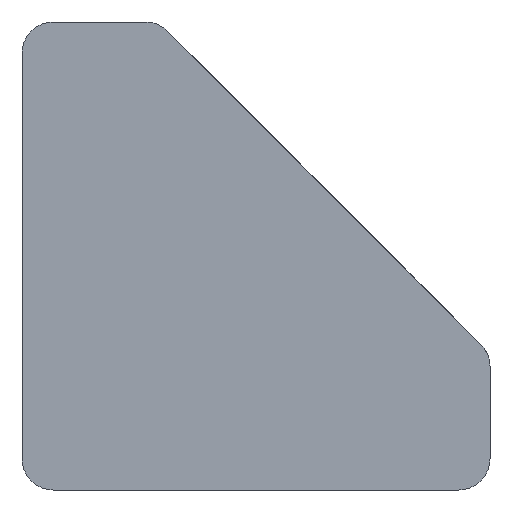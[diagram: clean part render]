
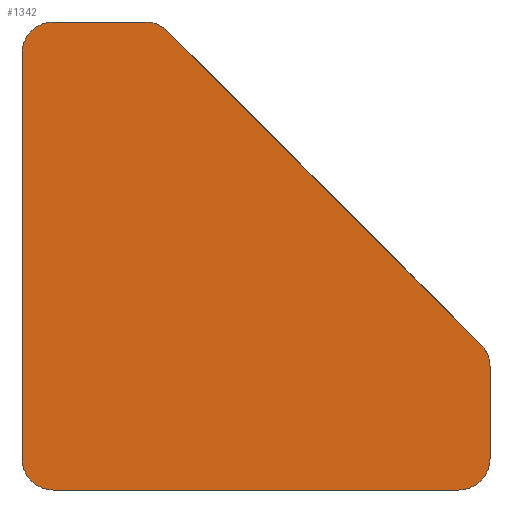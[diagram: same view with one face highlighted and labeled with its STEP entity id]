
A CAD part, front view. The second image highlights one B-rep face of the part: STEP entity #1342.
In plain terms, the highlighted planar face has unit normal (0, -1, 0).
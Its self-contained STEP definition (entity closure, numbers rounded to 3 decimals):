
#5 = EDGE_LOOP ( 'NONE', ( #1036, #1291, #528, #33, #343, #593, #168, #712, #709, #1303 ) ) ;
#10 = EDGE_CURVE ( 'NONE', #27, #779, #521, .T. ) ;
#15 = CARTESIAN_POINT ( 'NONE',  ( -5.664, -20., 29.414 ) ) ;
#27 = VERTEX_POINT ( 'NONE', #1609 ) ;
#32 = EDGE_CURVE ( 'NONE', #193, #1258, #45, .T. ) ;
#33 = ORIENTED_EDGE ( 'NONE', *, *, #612, .T. ) ;
#36 = DIRECTION ( 'NONE',  ( 0., 0., 1. ) ) ;
#43 = DIRECTION ( 'NONE',  ( 0., -1., 0. ) ) ;
#45 = LINE ( 'NONE', #1472, #1665 ) ;
#80 = CARTESIAN_POINT ( 'NONE',  ( -7.078, -20., 30. ) ) ;
#91 = DIRECTION ( 'NONE',  ( 0., 0., -1. ) ) ;
#120 = EDGE_CURVE ( 'NONE', #642, #1175, #706, .T. ) ;
#131 = CARTESIAN_POINT ( 'NONE',  ( 13., -20., 0. ) ) ;
#155 = DIRECTION ( 'NONE',  ( 0., 0., -1. ) ) ;
#168 = ORIENTED_EDGE ( 'NONE', *, *, #32, .T. ) ;
#193 = VERTEX_POINT ( 'NONE', #705 ) ;
#231 = DIRECTION ( 'NONE',  ( 0., -1., 0. ) ) ;
#245 = CARTESIAN_POINT ( 'NONE',  ( -13., -20., 0. ) ) ;
#343 = ORIENTED_EDGE ( 'NONE', *, *, #120, .T. ) ;
#350 = CARTESIAN_POINT ( 'NONE',  ( -13., -20., 28. ) ) ;
#356 = LINE ( 'NONE', #1150, #1025 ) ;
#472 = VECTOR ( 'NONE', #1823, 1000. ) ;
#521 = LINE ( 'NONE', #914, #1083 ) ;
#528 = ORIENTED_EDGE ( 'NONE', *, *, #10, .T. ) ;
#543 = CARTESIAN_POINT ( 'NONE',  ( 15., -20., 7.922 ) ) ;
#546 = CARTESIAN_POINT ( 'NONE',  ( -13., -20., 30. ) ) ;
#593 = ORIENTED_EDGE ( 'NONE', *, *, #1656, .T. ) ;
#612 = EDGE_CURVE ( 'NONE', #779, #642, #788, .T. ) ;
#637 = DIRECTION ( 'NONE',  ( 0., 1., 0. ) ) ;
#642 = VERTEX_POINT ( 'NONE', #245 ) ;
#693 = AXIS2_PLACEMENT_3D ( 'NONE', #1066, #637, #1640 ) ;
#705 = CARTESIAN_POINT ( 'NONE',  ( 15., -20., 2. ) ) ;
#706 = LINE ( 'NONE', #1526, #1614 ) ;
#709 = ORIENTED_EDGE ( 'NONE', *, *, #817, .T. ) ;
#712 = ORIENTED_EDGE ( 'NONE', *, *, #1497, .F. ) ;
#728 = VERTEX_POINT ( 'NONE', #546 ) ;
#779 = VERTEX_POINT ( 'NONE', #1128 ) ;
#788 = CIRCLE ( 'NONE', #1309, 2. ) ;
#817 = EDGE_CURVE ( 'NONE', #883, #853, #356, .T. ) ;
#853 = VERTEX_POINT ( 'NONE', #15 ) ;
#865 = CARTESIAN_POINT ( 'NONE',  ( -7.078, -20., 28. ) ) ;
#883 = VERTEX_POINT ( 'NONE', #1482 ) ;
#914 = CARTESIAN_POINT ( 'NONE',  ( -15., -20., 12.444 ) ) ;
#972 = EDGE_CURVE ( 'NONE', #728, #27, #1121, .T. ) ;
#997 = CARTESIAN_POINT ( 'NONE',  ( -2.556, -20., 12.444 ) ) ;
#1006 = CARTESIAN_POINT ( 'NONE',  ( 13., -20., 2. ) ) ;
#1018 = DIRECTION ( 'NONE',  ( -0.707, 0., 0.707 ) ) ;
#1025 = VECTOR ( 'NONE', #1018, 1000. ) ;
#1036 = ORIENTED_EDGE ( 'NONE', *, *, #1212, .T. ) ;
#1042 = DIRECTION ( 'NONE',  ( 0., 0., -1. ) ) ;
#1066 = CARTESIAN_POINT ( 'NONE',  ( 13., -20., 7.922 ) ) ;
#1076 = CIRCLE ( 'NONE', #1468, 2. ) ;
#1083 = VECTOR ( 'NONE', #1183, 1000. ) ;
#1095 = VERTEX_POINT ( 'NONE', #80 ) ;
#1121 = CIRCLE ( 'NONE', #1813, 2. ) ;
#1122 = CIRCLE ( 'NONE', #693, 2. ) ;
#1128 = CARTESIAN_POINT ( 'NONE',  ( -15., -20., 2. ) ) ;
#1150 = CARTESIAN_POINT ( 'NONE',  ( 14.414, -20., 9.336 ) ) ;
#1157 = DIRECTION ( 'NONE',  ( 0., 1., 0. ) ) ;
#1175 = VERTEX_POINT ( 'NONE', #131 ) ;
#1178 = AXIS2_PLACEMENT_3D ( 'NONE', #997, #1296, #1428 ) ;
#1183 = DIRECTION ( 'NONE',  ( 0., 0., -1. ) ) ;
#1212 = EDGE_CURVE ( 'NONE', #1095, #728, #1532, .T. ) ;
#1230 = DIRECTION ( 'NONE',  ( 1., 0., 0. ) ) ;
#1258 = VERTEX_POINT ( 'NONE', #543 ) ;
#1291 = ORIENTED_EDGE ( 'NONE', *, *, #972, .T. ) ;
#1296 = DIRECTION ( 'NONE',  ( 0., -1., 0. ) ) ;
#1303 = ORIENTED_EDGE ( 'NONE', *, *, #1543, .F. ) ;
#1309 = AXIS2_PLACEMENT_3D ( 'NONE', #1378, #231, #91 ) ;
#1342 = ADVANCED_FACE ( 'NONE', ( #1593 ), #1433, .T. ) ;
#1378 = CARTESIAN_POINT ( 'NONE',  ( -13., -20., 2. ) ) ;
#1428 = DIRECTION ( 'NONE',  ( 0., 0., -1. ) ) ;
#1433 = PLANE ( 'NONE',  #1178 ) ;
#1435 = DIRECTION ( 'NONE',  ( 0., -1., 0. ) ) ;
#1468 = AXIS2_PLACEMENT_3D ( 'NONE', #865, #1157, #1042 ) ;
#1472 = CARTESIAN_POINT ( 'NONE',  ( 15., -20., 12.444 ) ) ;
#1482 = CARTESIAN_POINT ( 'NONE',  ( 14.414, -20., 9.336 ) ) ;
#1497 = EDGE_CURVE ( 'NONE', #883, #1258, #1122, .T. ) ;
#1526 = CARTESIAN_POINT ( 'NONE',  ( -2.556, -20., 0. ) ) ;
#1532 = LINE ( 'NONE', #1834, #472 ) ;
#1543 = EDGE_CURVE ( 'NONE', #1095, #853, #1076, .T. ) ;
#1593 = FACE_OUTER_BOUND ( 'NONE', #5, .T. ) ;
#1609 = CARTESIAN_POINT ( 'NONE',  ( -15., -20., 28. ) ) ;
#1614 = VECTOR ( 'NONE', #1230, 1000. ) ;
#1640 = DIRECTION ( 'NONE',  ( 0., 0., -1. ) ) ;
#1656 = EDGE_CURVE ( 'NONE', #1175, #193, #1767, .T. ) ;
#1665 = VECTOR ( 'NONE', #36, 1000. ) ;
#1767 = CIRCLE ( 'NONE', #1826, 2. ) ;
#1788 = DIRECTION ( 'NONE',  ( 0., 0., -1. ) ) ;
#1813 = AXIS2_PLACEMENT_3D ( 'NONE', #350, #43, #1788 ) ;
#1823 = DIRECTION ( 'NONE',  ( -1., 0., 0. ) ) ;
#1826 = AXIS2_PLACEMENT_3D ( 'NONE', #1006, #1435, #155 ) ;
#1834 = CARTESIAN_POINT ( 'NONE',  ( -2.556, -20., 30. ) ) ;
